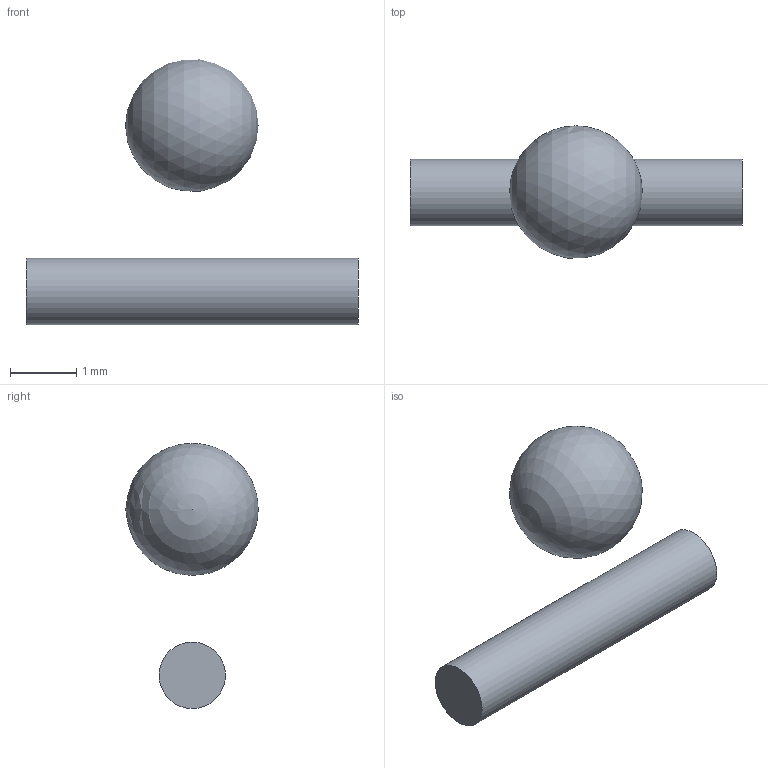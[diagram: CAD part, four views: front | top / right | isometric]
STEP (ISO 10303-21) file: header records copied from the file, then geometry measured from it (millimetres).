
FILE_DESCRIPTION(('Open CASCADE Model'),'2;1');
FILE_NAME('Open CASCADE Shape Model','2025-04-06T16:01:27',('Author'),( 'Open CASCADE'),'Open CASCADE STEP processor 7.7','Open CASCADE 7.7' ,'Unknown');
FILE_SCHEMA(('AUTOMOTIVE_DESIGN { 1 0 10303 214 1 1 1 1 }'));
Length unit declared in the file: millimetre
Products named in the file (3): Open CASCADE STEP translator 7.7 8; Open CASCADE STEP translator 7.7 8.1; Open CASCADE STEP translator 7.7 8.2
Assembly tree (2 placements, depth 2):
  Open CASCADE STEP translator 7.7 8
    Open CASCADE STEP translator 7.7 8.1
    Open CASCADE STEP translator 7.7 8.2
Bounding box: 5 x 1.99 x 3.99 mm (x, y, z)
Volume: 8.1 mm3; surface area: 29.8 mm2
Topology: 2 solids, 2 shells, 4 faces, 6 edges, 4 vertices
Faces by surface type: plane 2, sphere 1, cylinder 1
Full cylindrical faces by diameter (mm): 1 x1
Entity records: 156 total; most frequent: DIRECTION 25, CARTESIAN_POINT 19, AXIS2_PLACEMENT_3D 9, ORIENTED_EDGE 6, PCURVE 6, DEFINITIONAL_REPRESENTATION 6, PRODUCT_DEFINITION_SHAPE 5, LINE 5
